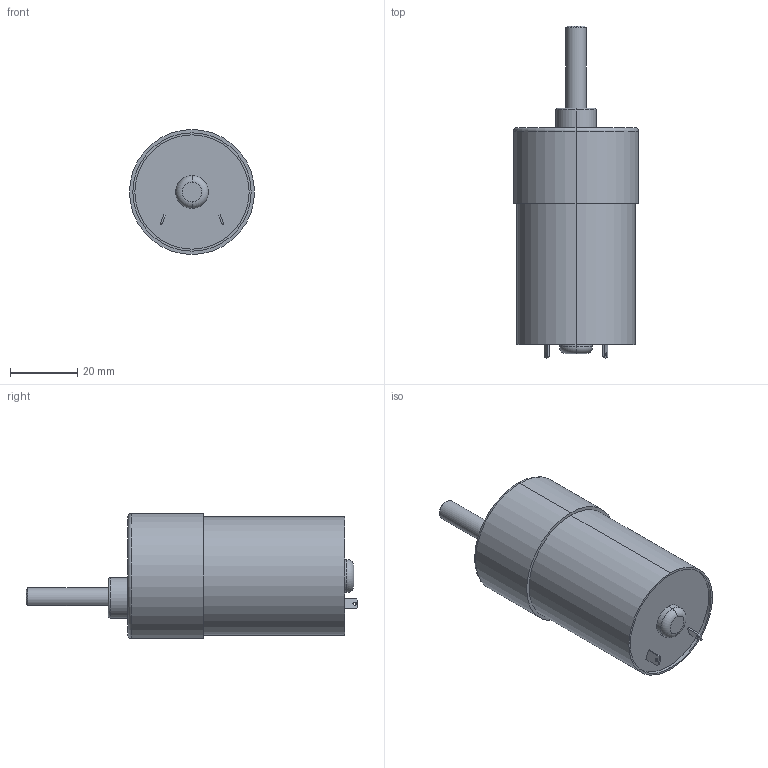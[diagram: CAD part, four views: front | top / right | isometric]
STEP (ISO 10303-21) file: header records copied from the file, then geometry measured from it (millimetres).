
FILE_DESCRIPTION (( 'STEP AP214' ), '1' );
FILE_NAME ('DC Gearhead Motor.step', '2017-10-17T01:20:05', ( '' ), ( '' ), 'SwSTEP 2.0', 'SolidWorks 2017', '' );
FILE_SCHEMA (( 'AUTOMOTIVE_DESIGN' ));
Length unit declared in the file: millimetre
Products named in the file (1): DC Gearhead Motor
Bounding box: 37.2 x 98.8 x 37.2 mm (x, y, z)
Volume: 65971.1 mm3; surface area: 10371.8 mm2
Topology: 2 solids, 2 shells, 46 faces, 100 edges, 64 vertices
Faces by surface type: plane 24, cylinder 15, torus 6, cone 1
Entity records: 1360 total; most frequent: DIRECTION 235, CARTESIAN_POINT 217, ORIENTED_EDGE 200, EDGE_CURVE 100, AXIS2_PLACEMENT_3D 90, VERTEX_POINT 64, EDGE_LOOP 56, VECTOR 55
